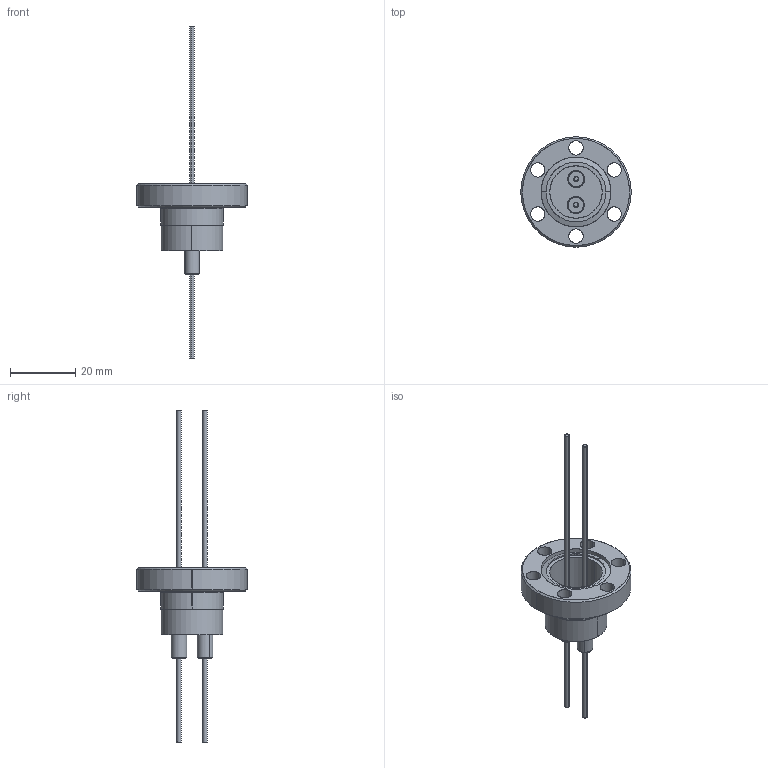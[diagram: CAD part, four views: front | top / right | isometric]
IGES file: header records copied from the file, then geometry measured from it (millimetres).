
Start section: SolidWorks IGES file using analytic representation for surfaces
Global section: file name: 9871-04-CF.IGS; native system: SolidWorks 2012; preprocessor: SolidWorks 2012; author: Lee Sanders; date: 130918.075200; units: inch
Bounding box: 33.78 x 33.78 x 101.6 mm (x, y, z)
Surface area: 6480 mm2 (no closed solid volume)
Topology: 0 solids, 0 shells, 94 faces, 1768 edges, 1768 vertices
Faces by surface type: revolution 70, bspline 24
